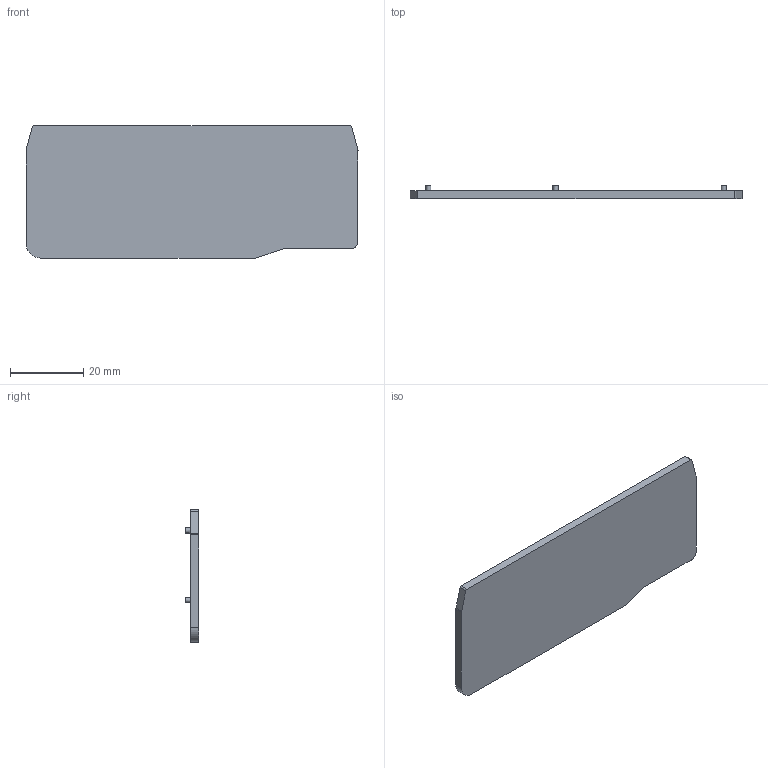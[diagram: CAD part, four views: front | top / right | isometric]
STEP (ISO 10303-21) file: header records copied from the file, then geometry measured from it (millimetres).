
FILE_DESCRIPTION( ('This file contains a STEP AP42 implementation' ,'as created by ZW3D STEP Interface translator.') ,'2;1' );
FILE_NAME( 'DUS6-103-GY-00H（BK6-C3）.stp' ,'22 228. 94623', (''), ('ZWCAD Software Co.'), 'Version 1.0', 'ZW3D to STEP translator', '' );
FILE_SCHEMA(('AUTOMOTIVE_DESIGN'));
Length unit declared in the file: millimetre
Products named in the file (1): 0
Bounding box: 90.5 x 3.7 x 36 mm (x, y, z)
Volume: 7007.5 mm3; surface area: 6922.5 mm2
Topology: 1 solids, 1 shells, 24 faces, 57 edges, 38 vertices
Faces by surface type: bspline 24
Entity records: 759 total; most frequent: CARTESIAN_POINT 373, ORIENTED_EDGE 114, EDGE_CURVE 57, VERTEX_POINT 38, B_SPLINE_CURVE_WITH_KNOTS 35, EDGE_LOOP 27, FACE_OUTER_BOUND 24, ADVANCED_FACE 24
